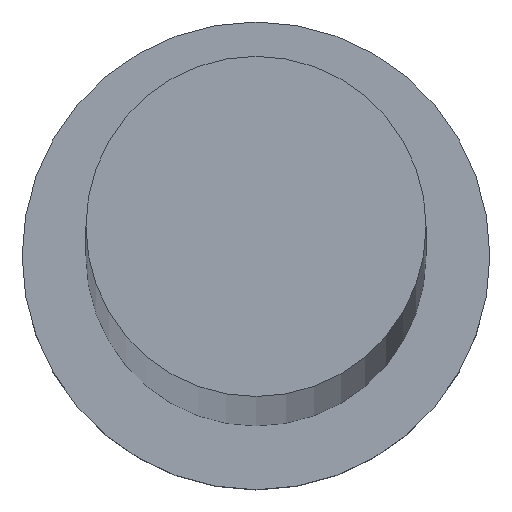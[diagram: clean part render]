
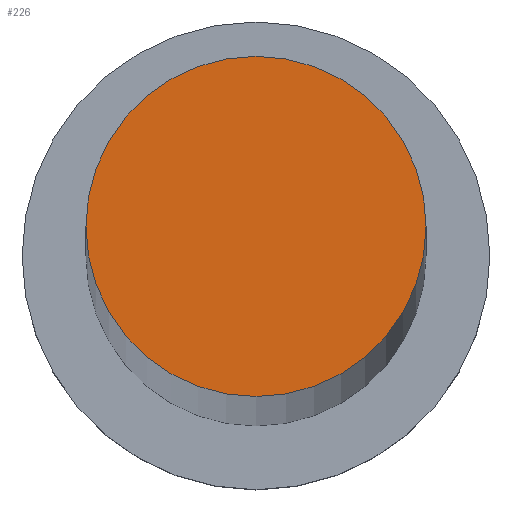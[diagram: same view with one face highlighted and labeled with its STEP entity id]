
A CAD part, top view. The second image highlights one B-rep face of the part: STEP entity #226.
In plain terms, the highlighted planar face has unit normal (0, 0, 1).
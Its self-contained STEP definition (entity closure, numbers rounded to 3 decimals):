
#8 = VERTEX_POINT ( 'NONE', #31 ) ;
#16 = AXIS2_PLACEMENT_3D ( 'NONE', #204, #158, #241 ) ;
#28 = ORIENTED_EDGE ( 'NONE', *, *, #62, .T. ) ;
#31 = CARTESIAN_POINT ( 'NONE',  ( 8., 0., 800. ) ) ;
#37 = AXIS2_PLACEMENT_3D ( 'NONE', #110, #237, #135 ) ;
#49 = EDGE_LOOP ( 'NONE', ( #28, #120 ) ) ;
#62 = EDGE_CURVE ( 'NONE', #199, #8, #124, .T. ) ;
#72 = CIRCLE ( 'NONE', #214, 8. ) ;
#73 = DIRECTION ( 'NONE',  ( 1., 0., 0. ) ) ;
#76 = CARTESIAN_POINT ( 'NONE',  ( -8., 0., 800. ) ) ;
#110 = CARTESIAN_POINT ( 'NONE',  ( 0., 0., 800. ) ) ;
#120 = ORIENTED_EDGE ( 'NONE', *, *, #200, .T. ) ;
#124 = CIRCLE ( 'NONE', #16, 8. ) ;
#132 = PLANE ( 'NONE',  #37 ) ;
#135 = DIRECTION ( 'NONE',  ( 1., 0., 0. ) ) ;
#158 = DIRECTION ( 'NONE',  ( 0., 0., 1. ) ) ;
#165 = DIRECTION ( 'NONE',  ( 0., 0., 1. ) ) ;
#188 = FACE_OUTER_BOUND ( 'NONE', #49, .T. ) ;
#199 = VERTEX_POINT ( 'NONE', #76 ) ;
#200 = EDGE_CURVE ( 'NONE', #8, #199, #72, .T. ) ;
#204 = CARTESIAN_POINT ( 'NONE',  ( 0., 0., 800. ) ) ;
#214 = AXIS2_PLACEMENT_3D ( 'NONE', #218, #165, #73 ) ;
#218 = CARTESIAN_POINT ( 'NONE',  ( 0., 0., 800. ) ) ;
#226 = ADVANCED_FACE ( 'NONE', ( #188 ), #132, .T. ) ;
#237 = DIRECTION ( 'NONE',  ( 0., 0., 1. ) ) ;
#241 = DIRECTION ( 'NONE',  ( 1., 0., 0. ) ) ;
